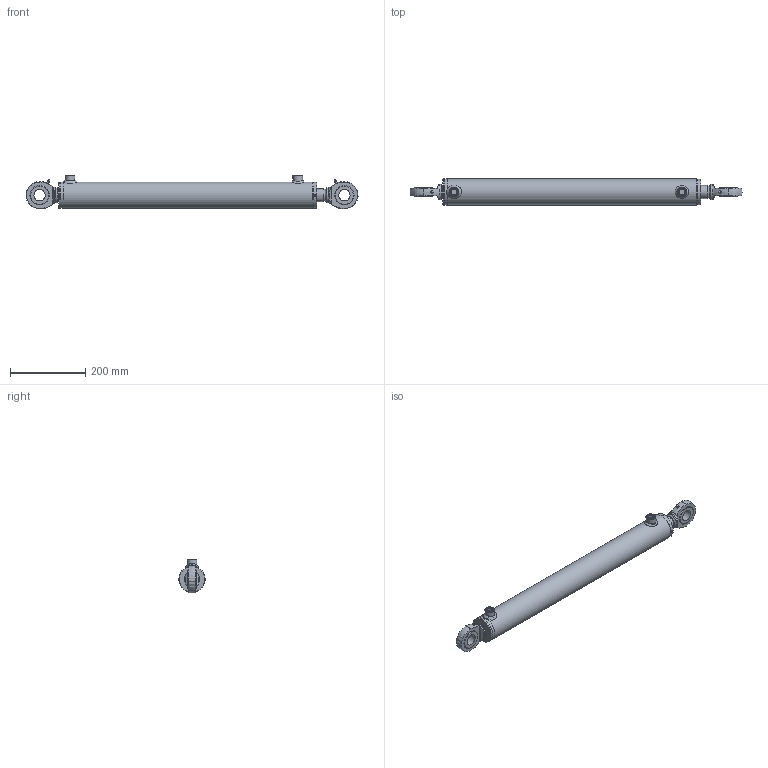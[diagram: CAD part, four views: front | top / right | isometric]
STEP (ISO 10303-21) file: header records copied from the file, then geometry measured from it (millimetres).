
FILE_DESCRIPTION(/* description */ ('Unknown'),/* implementation_level */ '2;1');
FILE_NAME(/* name */ 'M03.3 060 035 550 188235',/* time_stamp */ '2025-09-22T16:41:02+02:00',/* author */ ('Unknown'),/* organization */ ('Unknown'),/* preprocessor_version */ 'ST-DEVELOPER v18.104',/* originating_system */ 'Solid Edge',/* authorisation */ 'Unknown');
FILE_SCHEMA (('AUTOMOTIVE_DESIGN {1 0 10303 214 3 1 1}'));
Length unit declared in the file: millimetre
Products named in the file (3): M03.3 060 035 550 188235; Gelenkauge Ø30 901206; 188080
Assembly tree (3 placements, depth 2):
  M03.3 060 035 550 188235
    Gelenkauge Ø30 901206  x2
    188080
Bounding box: 884.47 x 70 x 90.5 mm (x, y, z)
Volume: 1737376 mm3; surface area: 464509.5 mm2
Topology: 18 solids, 18 shells, 281 faces, 591 edges, 361 vertices
Faces by surface type: plane 102, cylinder 69, torus 46, cone 42, bspline 18, sphere 4
Full cylindrical faces by diameter (mm): 4.25 x1, 5 x2, 6 x2, 7 x2, 14.95 x2, 16 x2, 16.6 x2, 17.82 x2, 19.4 x1, 20 x5, 22 x2, 24.5 x1, 26 x2, 30 x3, 35 x4, 37 x1, 38 x1, 40 x2, 43.6 x1, 44 x1, 45 x1, 55 x1, 55.39 x2, 58.65 x2, 59.9 x1, 60 x1, 60.3 x1, 60.5 x1, 60.6 x1, 61 x1
Entity records: 9438 total; most frequent: CARTESIAN_POINT 4395, DIRECTION 886, ORIENTED_EDGE 614, FACE_BOUND 431, EDGE_LOOP 426, AXIS2_PLACEMENT_3D 421, EDGE_CURVE 307, VERTEX_POINT 260
